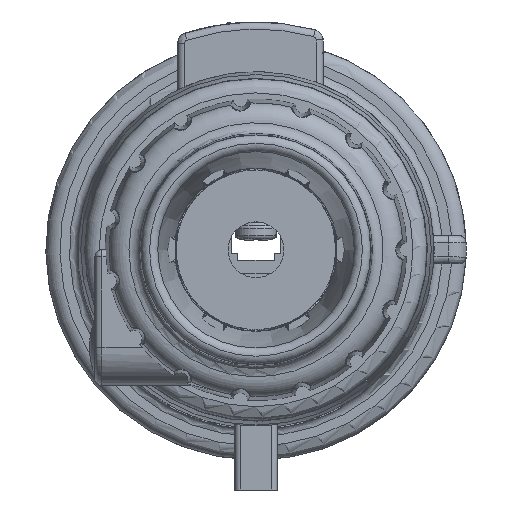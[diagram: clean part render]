
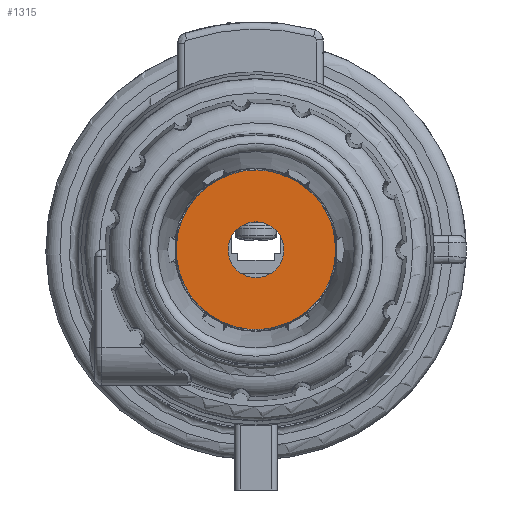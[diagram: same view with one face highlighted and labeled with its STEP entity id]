
A CAD part, front view. The second image highlights one B-rep face of the part: STEP entity #1315.
In plain terms, the highlighted planar face has unit normal (0, -1, 0).
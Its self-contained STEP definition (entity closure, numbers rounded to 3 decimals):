
#332=FACE_BOUND('',#3763,.T.);
#333=FACE_BOUND('',#3764,.T.);
#1315=ADVANCED_FACE('',(#332,#333),#2275,.T.);
#2275=PLANE('',#18985);
#3763=EDGE_LOOP('',(#8389));
#3764=EDGE_LOOP('',(#8390));
#7053=CIRCLE('',#18978,14.3);
#7056=CIRCLE('',#18983,3.95);
#8389=ORIENTED_EDGE('',*,*,#15454,.T.);
#8390=ORIENTED_EDGE('',*,*,#15457,.F.);
#13485=VERTEX_POINT('',#28893);
#13488=VERTEX_POINT('',#28901);
#15454=EDGE_CURVE('',#13485,#13485,#7053,.T.);
#15457=EDGE_CURVE('',#13488,#13488,#7056,.T.);
#18978=AXIS2_PLACEMENT_3D('',#28892,#21279,#21280);
#18983=AXIS2_PLACEMENT_3D('',#28900,#21289,#21290);
#18985=AXIS2_PLACEMENT_3D('',#28903,#21293,#21294);
#21279=DIRECTION('',(0.,-1.,0.));
#21280=DIRECTION('',(-1.,0.,0.));
#21289=DIRECTION('',(0.,-1.,0.));
#21290=DIRECTION('',(-1.,0.,0.));
#21293=DIRECTION('',(0.,-1.,0.));
#21294=DIRECTION('',(0.,0.,1.));
#28892=CARTESIAN_POINT('',(0.,-76.854,0.));
#28893=CARTESIAN_POINT('',(-14.3,-76.854,0.));
#28900=CARTESIAN_POINT('',(0.,-76.854,0.));
#28901=CARTESIAN_POINT('',(-3.95,-76.854,0.));
#28903=CARTESIAN_POINT('',(-28.6,-76.854,28.6));
